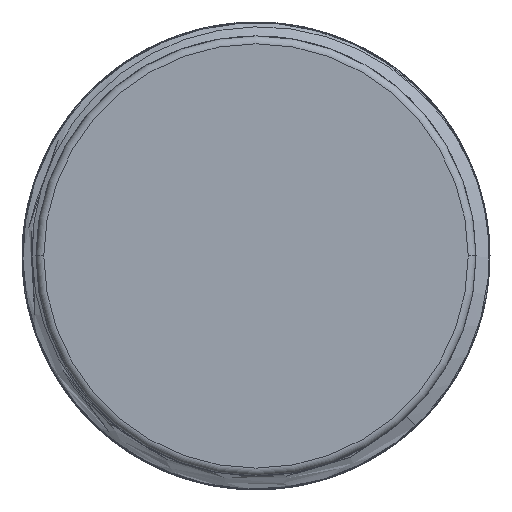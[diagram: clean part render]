
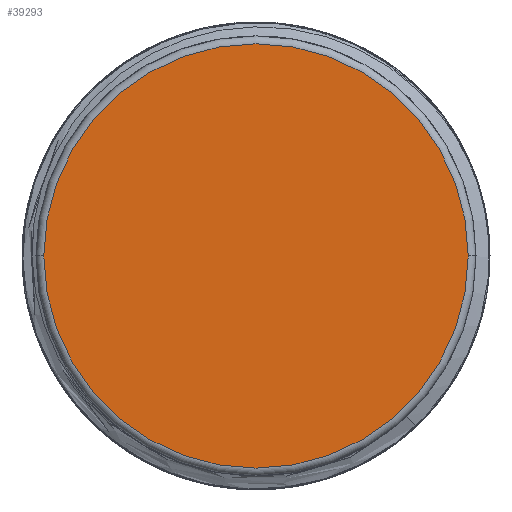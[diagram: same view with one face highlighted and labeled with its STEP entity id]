
A CAD part, left-side view. The second image highlights one B-rep face of the part: STEP entity #39293.
In plain terms, the highlighted planar face has unit normal (-1, 0, 0).
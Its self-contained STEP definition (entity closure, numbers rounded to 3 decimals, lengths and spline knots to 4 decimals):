
#6623=CARTESIAN_POINT('',(-0.4941,0.,0.0295));
#6624=DIRECTION('',(1.,0.,0.));
#6625=DIRECTION('',(0.,-1.,0.));
#6626=AXIS2_PLACEMENT_3D('',#6623,#6624,#6625);
#6628=CARTESIAN_POINT('',(-0.4941,0.,0.0295));
#6629=DIRECTION('',(1.,0.,0.));
#6630=DIRECTION('',(0.,1.,0.));
#6631=AXIS2_PLACEMENT_3D('',#6628,#6629,#6630);
#21016=CARTESIAN_POINT('',(-0.4941,-0.5329,
0.0295));
#21017=CARTESIAN_POINT('',(-0.4941,0.5329,
0.0295));
#21018=VERTEX_POINT('',#21016);
#21019=VERTEX_POINT('',#21017);
#39283=CARTESIAN_POINT('',(-0.4941,0.2763,
0.0295));
#39284=DIRECTION('',(1.,0.,0.));
#39285=DIRECTION('',(0.,1.,0.));
#39286=AXIS2_PLACEMENT_3D('',#39283,#39284,#39285);
#39287=PLANE('',#39286);
#39288=ORIENTED_EDGE('',*,*,#39273,.T.);
#39290=ORIENTED_EDGE('',*,*,#39289,.T.);
#39291=EDGE_LOOP('',(#39288,#39290));
#39292=FACE_OUTER_BOUND('',#39291,.F.);
#39293=ADVANCED_FACE('',(#39292),#39287,.F.);
#6627=CIRCLE('',#6626,0.5329);
#6632=CIRCLE('',#6631,0.5329);
#39273=EDGE_CURVE('',#21018,#21019,#6627,.T.);
#39289=EDGE_CURVE('',#21019,#21018,#6632,.T.);
